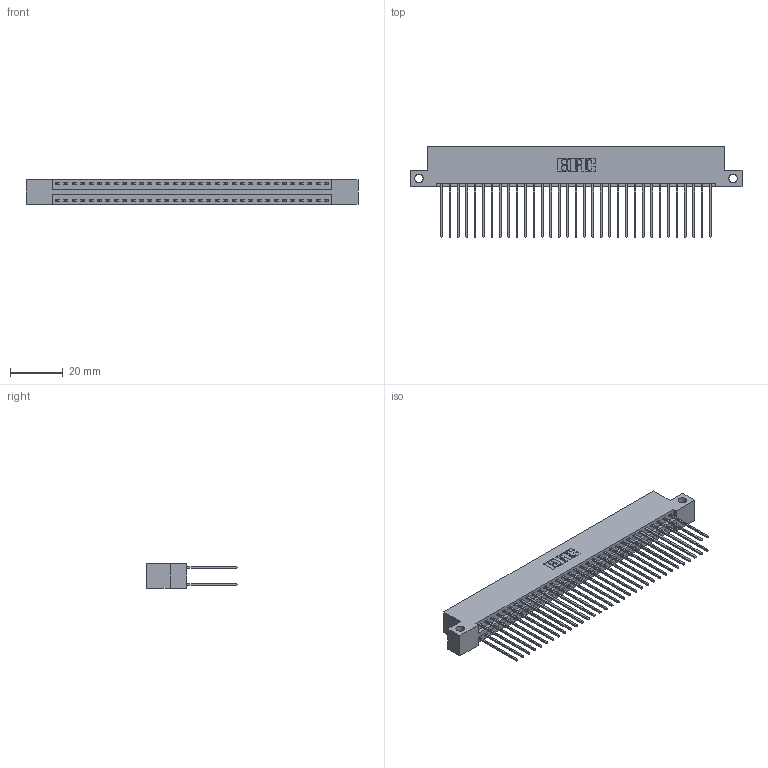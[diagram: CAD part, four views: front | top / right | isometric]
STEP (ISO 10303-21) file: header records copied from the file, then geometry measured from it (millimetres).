
FILE_DESCRIPTION (( 'STEP AP203' ), '1' );
FILE_NAME ('396-066-541-212.STEP', '2018-09-08T19:27:30', ( '' ), ( '' ), 'SwSTEP 2.0', 'SolidWorks 2016', '' );
FILE_SCHEMA (( 'CONFIG_CONTROL_DESIGN' ));
Length unit declared in the file: inch
Products named in the file (3): 346 Part_Flush Mounting Lugs - Side Mount; 345-292-001_345-293-141; 396-066-541-212
Assembly tree (67 placements, depth 2):
  396-066-541-212
    346 Part_Flush Mounting Lugs - Side Mount
    345-292-001_345-293-141  x66
Bounding box: 125.35 x 34.29 x 9.4 mm (x, y, z)
Volume: 972.5 mm3; surface area: 18640 mm2
Topology: 66 solids, 67 shells, 3553 faces, 10559 edges, 6950 vertices
Faces by surface type: plane 2385, cylinder 1168
Entity records: 22769 total; most frequent: CARTESIAN_POINT 3764, ORIENTED_EDGE 3698, DIRECTION 3369, EDGE_CURVE 1849, LINE 1585, VECTOR 1585, VERTEX_POINT 1230, AXIS2_PLACEMENT_3D 892
